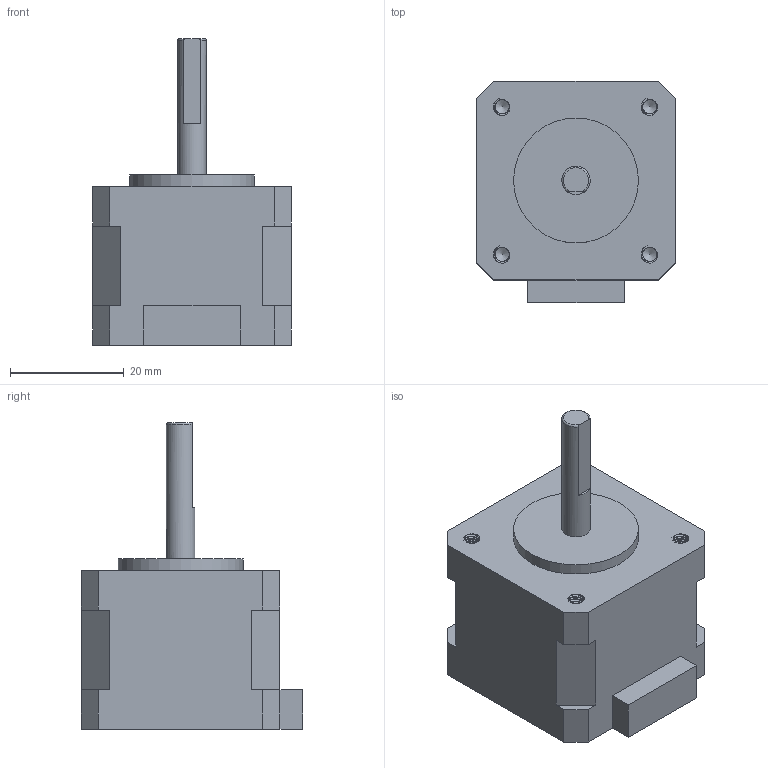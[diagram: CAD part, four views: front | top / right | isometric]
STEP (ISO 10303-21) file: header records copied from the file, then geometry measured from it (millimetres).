
FILE_DESCRIPTION(/* description */ (''),/* implementation_level */ '2;1');
FILE_NAME(/* name */ '',/* time_stamp */ '2023-09-17T15:43:21+08:00',/* author */ (''),/* organization */ (''),/* preprocessor_version */ 'ST-DEVELOPER v20',/* originating_system */ 'Autodesk Translation Framework v12.9.0.99',/* authorisation */ '');
FILE_SCHEMA (('AUTOMOTIVE_DESIGN { 1 0 10303 214 3 1 1 }'));
Length unit declared in the file: millimetre
Products named in the file (2): (未保存); 零部件1
Assembly tree (1 placements, depth 2):
  (未保存)
    零部件1
Bounding box: 35 x 39 x 54 mm (x, y, z)
Volume: 34861.8 mm3; surface area: 7242.7 mm2
Topology: 1 solids, 1 shells, 173 faces, 499 edges, 330 vertices
Faces by surface type: cylinder 122, plane 38, bspline 8, cone 4, torus 1
Full cylindrical faces by diameter (mm): 2.529 x24, 3.086 x12, 5 x1, 22 x1
Entity records: 12782 total; most frequent: CARTESIAN_POINT 8703, ORIENTED_EDGE 990, DIRECTION 604, EDGE_CURVE 495, VERTEX_POINT 330, B_SPLINE_CURVE_WITH_KNOTS 258, LINE 206, VECTOR 206
